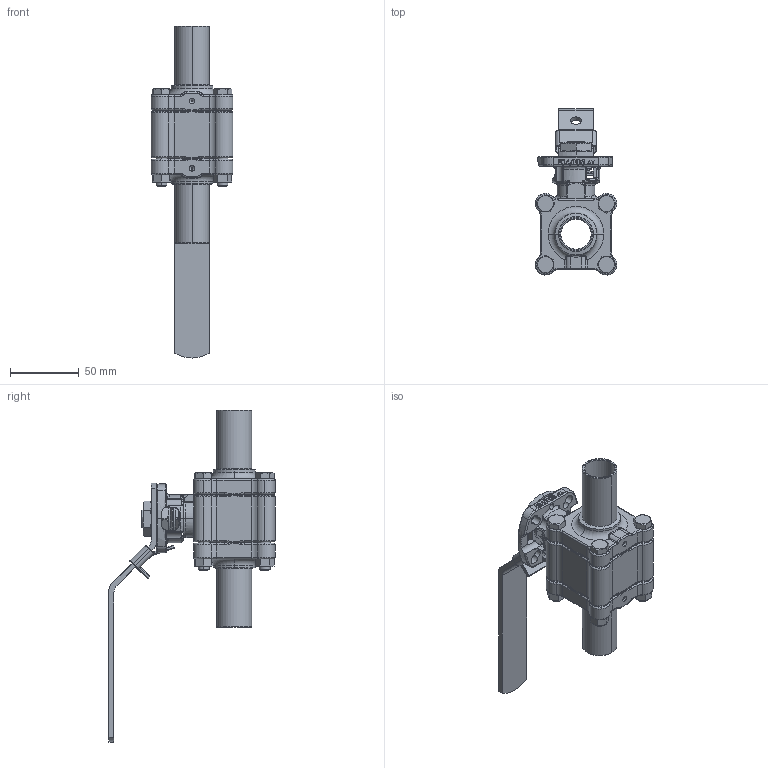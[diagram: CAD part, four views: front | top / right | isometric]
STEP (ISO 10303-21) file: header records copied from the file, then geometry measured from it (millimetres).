
FILE_DESCRIPTION (( 'STEP AP214' ), '1' );
FILE_NAME ('H78-DA-0100.STEP', '2018-12-06T20:52:20', ( '' ), ( '' ), 'SwSTEP 2.0', 'SolidWorks 2018', '' );
FILE_SCHEMA (( 'AUTOMOTIVE_DESIGN' ));
Length unit declared in the file: inch
Products named in the file (1): H78-DA-0100
Bounding box: 59.55 x 121.26 x 242.35 mm (x, y, z)
Surface area: 70545 mm2 (no closed solid volume)
Topology: 0 solids, 23 shells, 915 faces, 2622 edges, 1632 vertices
Faces by surface type: plane 276, cylinder 250, torus 174, bspline 106, cone 95, sphere 14
Entity records: 50491 total; most frequent: CARTESIAN_POINT 15821, DIRECTION 4769, ORIENTED_EDGE 4561, EDGE_CURVE 2570, AXIS2_PLACEMENT_3D 1861, VERTEX_POINT 1630, CIRCLE 1051, LINE 1047
